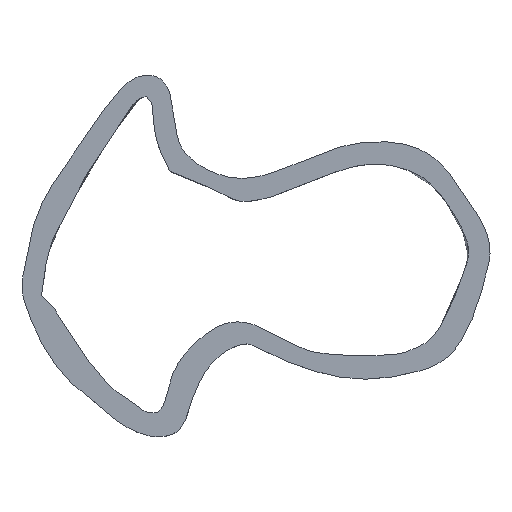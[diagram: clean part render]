
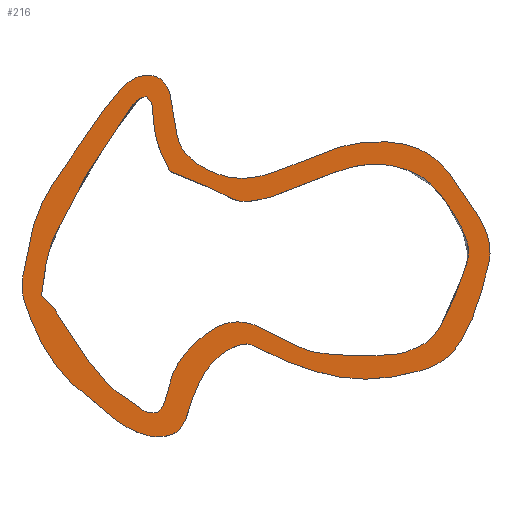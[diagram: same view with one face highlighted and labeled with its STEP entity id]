
A CAD part, top view. The second image highlights one B-rep face of the part: STEP entity #216.
In plain terms, the highlighted planar face has unit normal (0, 0, 1).
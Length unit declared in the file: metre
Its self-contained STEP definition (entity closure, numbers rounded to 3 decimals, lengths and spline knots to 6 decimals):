
#14=PLANE('',#232);
#86=ORIENTED_EDGE('',*,*,#119,.F.);
#87=ORIENTED_EDGE('',*,*,#106,.F.);
#88=ORIENTED_EDGE('',*,*,#110,.F.);
#89=ORIENTED_EDGE('',*,*,#113,.F.);
#90=ORIENTED_EDGE('',*,*,#115,.F.);
#106=EDGE_CURVE('',#132,#133,#149,.T.);
#110=EDGE_CURVE('',#135,#132,#151,.T.);
#113=EDGE_CURVE('',#137,#135,#153,.T.);
#115=EDGE_CURVE('',#133,#137,#155,.T.);
#119=EDGE_CURVE('',#139,#139,#159,.T.);
#132=VERTEX_POINT('',#685);
#133=VERTEX_POINT('',#696);
#135=VERTEX_POINT('',#730);
#137=VERTEX_POINT('',#767);
#139=VERTEX_POINT('',#1139);
#149=B_SPLINE_CURVE_WITH_KNOTS('',3,(#686,#687,#688,#689,#690,#691,#692,
#693,#694,#695),.UNSPECIFIED.,.F.,.F.,(4,1,1,1,1,1,1,4),(0.,0.128386,
0.277527,0.448971,0.632688,0.773519,
0.897525,1.),.UNSPECIFIED.);
#151=B_SPLINE_CURVE_WITH_KNOTS('',3,(#731,#732,#733,#734,#735,#736,#737,
#738,#739,#740),.UNSPECIFIED.,.F.,.F.,(4,1,1,1,1,1,1,4),(0.,0.014999,
0.096123,0.211757,0.400325,0.627042,
0.810413,1.),.UNSPECIFIED.);
#153=B_SPLINE_CURVE_WITH_KNOTS('',3,(#768,#769,#770,#771,#772,#773,#774,
#775),.UNSPECIFIED.,.F.,.F.,(4,1,1,1,1,4),(0.,0.263645,0.51829,
0.769877,0.852703,1.),.UNSPECIFIED.);
#155=B_SPLINE_CURVE_WITH_KNOTS('',3,(#860,#861,#862,#863,#864,#865,#866,
#867,#868,#869,#870,#871,#872,#873,#874,#875,#876,#877,#878,#879,#880,#881,
#882,#883,#884,#885,#886,#887),.UNSPECIFIED.,.F.,.F.,(4,1,1,1,1,1,1,1,1,
1,1,1,1,1,1,1,1,1,1,1,1,1,1,1,1,4),(0.,0.024479,0.064618,
0.102372,0.137744,0.176785,0.213605,
0.253362,0.295218,0.333523,0.397808,
0.429383,0.466888,0.532225,0.545873,
0.576677,0.636574,0.674188,0.712974,
0.759052,0.810328,0.865428,0.901533,
0.935671,0.988476,1.),.UNSPECIFIED.);
#159=B_SPLINE_CURVE_WITH_KNOTS('',3,(#1107,#1108,#1109,#1110,#1111,#1112,
#1113,#1114,#1115,#1116,#1117,#1118,#1119,#1120,#1121,#1122,#1123,#1124,
#1125,#1126,#1127,#1128,#1129,#1130,#1131,#1132,#1133,#1134,#1135,#1136,
#1137,#1138),.UNSPECIFIED.,.T.,.F.,(1,3,1,1,1,1,1,1,1,1,1,1,1,1,1,1,1,1,
1,1,1,1,1,1,1,1,1,1,1,1,3,1),(-0.041196,0.,0.022763,
0.065401,0.108765,0.153293,0.180396,
0.204762,0.239437,0.26802,0.308082,
0.358135,0.405778,0.445259,0.483533,
0.515278,0.561016,0.598895,0.640433,
0.685479,0.7093,0.732798,0.755411,
0.779892,0.807714,0.832316,0.856682,
0.884493,0.917599,0.958804,1.,1.022763),
 .UNSPECIFIED.);
#175=EDGE_LOOP('',(#86));
#176=EDGE_LOOP('',(#87,#88,#89,#90));
#192=FACE_BOUND('',#175,.T.);
#193=FACE_BOUND('',#176,.T.);
#216=ADVANCED_FACE('',(#192,#193),#14,.T.);
#232=AXIS2_PLACEMENT_3D('',#1140,#248,#249);
#248=DIRECTION('',(0.,0.,1.));
#249=DIRECTION('',(1.,0.,0.));
#685=CARTESIAN_POINT('',(-0.041298,-0.029758,0.013));
#686=CARTESIAN_POINT('',(-0.041298,-0.029758,0.013));
#687=CARTESIAN_POINT('',(-0.040512,-0.030511,0.013));
#688=CARTESIAN_POINT('',(-0.038812,-0.032141,0.013));
#689=CARTESIAN_POINT('',(-0.036609,-0.036231,0.013));
#690=CARTESIAN_POINT('',(-0.033368,-0.040983,0.013));
#691=CARTESIAN_POINT('',(-0.029118,-0.046506,0.013));
#692=CARTESIAN_POINT('',(-0.025476,-0.048217,0.013));
#693=CARTESIAN_POINT('',(-0.023106,-0.050682,0.013));
#694=CARTESIAN_POINT('',(-0.021517,-0.050552,0.013));
#695=CARTESIAN_POINT('',(-0.020798,-0.050494,0.013));
#696=CARTESIAN_POINT('',(-0.020798,-0.050494,0.013));
#730=CARTESIAN_POINT('',(-0.022859,0.005226,0.013));
#731=CARTESIAN_POINT('',(-0.022859,0.005226,0.013));
#732=CARTESIAN_POINT('',(-0.022867,0.005239,0.013));
#733=CARTESIAN_POINT('',(-0.022913,0.005326,0.013));
#734=CARTESIAN_POINT('',(-0.024739,0.004703,0.013));
#735=CARTESIAN_POINT('',(-0.026318,0.002044,0.013));
#736=CARTESIAN_POINT('',(-0.0311,-0.004552,0.013));
#737=CARTESIAN_POINT('',(-0.036852,-0.014513,0.013));
#738=CARTESIAN_POINT('',(-0.040256,-0.021419,0.013));
#739=CARTESIAN_POINT('',(-0.040947,-0.026947,0.013));
#740=CARTESIAN_POINT('',(-0.041298,-0.029758,0.013));
#767=CARTESIAN_POINT('',(-0.018722,-0.007723,0.013));
#768=CARTESIAN_POINT('',(-0.018722,-0.007723,0.013));
#769=CARTESIAN_POINT('',(-0.019388,-0.006421,0.013));
#770=CARTESIAN_POINT('',(-0.020697,-0.003861,0.013));
#771=CARTESIAN_POINT('',(-0.021565,-0.000339,0.013));
#772=CARTESIAN_POINT('',(-0.021727,0.003851,0.013));
#773=CARTESIAN_POINT('',(-0.021908,0.004261,0.013));
#774=CARTESIAN_POINT('',(-0.022488,0.004849,0.013));
#775=CARTESIAN_POINT('',(-0.022859,0.005226,0.013));
#860=CARTESIAN_POINT('',(-0.020798,-0.050494,0.013));
#861=CARTESIAN_POINT('',(-0.020413,-0.050087,0.013));
#862=CARTESIAN_POINT('',(-0.019396,-0.049012,0.013));
#863=CARTESIAN_POINT('',(-0.018645,-0.043865,0.013));
#864=CARTESIAN_POINT('',(-0.016187,-0.040209,0.013));
#865=CARTESIAN_POINT('',(-0.013491,-0.037349,0.013));
#866=CARTESIAN_POINT('',(-0.009444,-0.034562,0.013));
#867=CARTESIAN_POINT('',(-0.004931,-0.034249,0.013));
#868=CARTESIAN_POINT('',(-0.000549,-0.036508,0.013));
#869=CARTESIAN_POINT('',(0.004574,-0.039215,0.013));
#870=CARTESIAN_POINT('',(0.008488,-0.040431,0.013));
#871=CARTESIAN_POINT('',(0.021928,-0.040745,0.013));
#872=CARTESIAN_POINT('',(0.024609,-0.038903,0.013));
#873=CARTESIAN_POINT('',(0.029097,-0.037708,0.013));
#874=CARTESIAN_POINT('',(0.033784,-0.02427,0.013));
#875=CARTESIAN_POINT('',(0.033812,-0.023796,0.013));
#876=CARTESIAN_POINT('',(0.034752,-0.020197,0.013));
#877=CARTESIAN_POINT('',(0.028563,-0.010575,0.013));
#878=CARTESIAN_POINT('',(0.024981,-0.008309,0.013));
#879=CARTESIAN_POINT('',(0.020249,-0.006495,0.013));
#880=CARTESIAN_POINT('',(0.013337,-0.006664,0.013));
#881=CARTESIAN_POINT('',(0.006144,-0.009977,0.013));
#882=CARTESIAN_POINT('',(-0.002677,-0.013324,0.013));
#883=CARTESIAN_POINT('',(-0.007353,-0.013288,0.013));
#884=CARTESIAN_POINT('',(-0.009848,-0.011205,0.013));
#885=CARTESIAN_POINT('',(-0.01846,-0.008266,0.013));
#886=CARTESIAN_POINT('',(-0.018682,-0.007806,0.013));
#887=CARTESIAN_POINT('',(-0.018722,-0.007723,0.013));
#1107=CARTESIAN_POINT('',(-0.044417,-0.030534,0.013));
#1108=CARTESIAN_POINT('',(-0.044777,-0.029204,0.013));
#1109=CARTESIAN_POINT('',(-0.04486,-0.027165,0.013));
#1110=CARTESIAN_POINT('',(-0.04266,-0.014023,0.013));
#1111=CARTESIAN_POINT('',(-0.035519,-0.005049,0.013));
#1112=CARTESIAN_POINT('',(-0.02823,0.006448,0.013));
#1113=CARTESIAN_POINT('',(-0.023833,0.009454,0.013));
#1114=CARTESIAN_POINT('',(-0.018506,0.008615,0.013));
#1115=CARTESIAN_POINT('',(-0.017763,-0.000344,0.013));
#1116=CARTESIAN_POINT('',(-0.01647,-0.005653,0.013));
#1117=CARTESIAN_POINT('',(-0.004764,-0.011844,0.013));
#1118=CARTESIAN_POINT('',(0.009562,-0.002323,0.013));
#1119=CARTESIAN_POINT('',(0.026283,-0.002187,0.013));
#1120=CARTESIAN_POINT('',(0.032848,-0.011066,0.013));
#1121=CARTESIAN_POINT('',(0.038615,-0.01993,0.013));
#1122=CARTESIAN_POINT('',(0.037153,-0.026626,0.013));
#1123=CARTESIAN_POINT('',(0.032845,-0.041099,0.013));
#1124=CARTESIAN_POINT('',(0.022692,-0.044133,0.013));
#1125=CARTESIAN_POINT('',(0.011542,-0.045396,0.013));
#1126=CARTESIAN_POINT('',(-0.001465,-0.040242,0.013));
#1127=CARTESIAN_POINT('',(-0.004816,-0.037792,0.013));
#1128=CARTESIAN_POINT('',(-0.008763,-0.03944,0.013));
#1129=CARTESIAN_POINT('',(-0.01135,-0.041644,0.013));
#1130=CARTESIAN_POINT('',(-0.013574,-0.045075,0.013));
#1131=CARTESIAN_POINT('',(-0.015337,-0.049822,0.013));
#1132=CARTESIAN_POINT('',(-0.016504,-0.054069,0.013));
#1133=CARTESIAN_POINT('',(-0.021043,-0.05519,0.013));
#1134=CARTESIAN_POINT('',(-0.026159,-0.053495,0.013));
#1135=CARTESIAN_POINT('',(-0.032085,-0.04894,0.013));
#1136=CARTESIAN_POINT('',(-0.04029,-0.041817,0.013));
#1137=CARTESIAN_POINT('',(-0.043766,-0.032941,0.013));
#1138=CARTESIAN_POINT('',(-0.044417,-0.030534,0.013));
#1139=CARTESIAN_POINT('',(-0.044417,-0.030534,0.013));
#1140=CARTESIAN_POINT('',(-0.003122,-0.022868,0.013));
